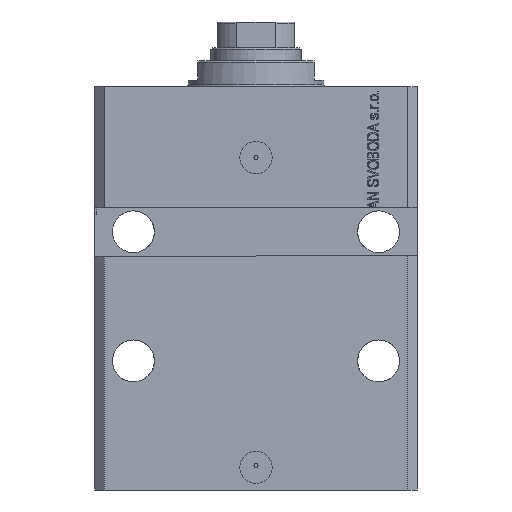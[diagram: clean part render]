
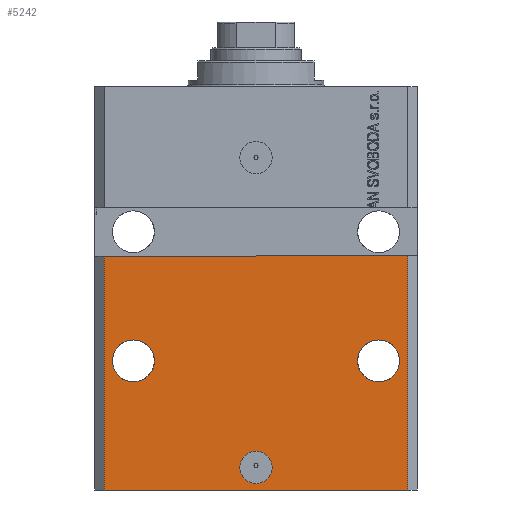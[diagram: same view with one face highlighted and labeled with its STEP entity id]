
A CAD part, front view. The second image highlights one B-rep face of the part: STEP entity #5242.
In plain terms, the highlighted planar face has unit normal (0, -1, 0).
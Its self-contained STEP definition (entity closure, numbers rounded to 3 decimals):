
#161 = ORIENTED_EDGE ( 'NONE', *, *, #43003, .F. ) ;
#844 = ORIENTED_EDGE ( 'NONE', *, *, #25435, .F. ) ;
#1956 = ORIENTED_EDGE ( 'NONE', *, *, #19875, .F. ) ;
#2055 = DIRECTION ( 'NONE',  ( 0., -1., 0. ) ) ;
#2515 = DIRECTION ( 'NONE',  ( 1., 0., 0. ) ) ;
#2929 = DIRECTION ( 'NONE',  ( 0., -1., 0. ) ) ;
#3023 = FACE_OUTER_BOUND ( 'NONE', #44639, .T. ) ;
#3496 = PLANE ( 'NONE',  #32964 ) ;
#4576 = CARTESIAN_POINT ( 'NONE',  ( 38., -37.5, -85. ) ) ;
#4640 = ORIENTED_EDGE ( 'NONE', *, *, #34267, .F. ) ;
#5242 = ADVANCED_FACE ( 'NONE', ( #38597, #28608, #6747, #3023 ), #3496, .T. ) ;
#5762 = VERTEX_POINT ( 'NONE', #13843 ) ;
#5955 = LINE ( 'NONE', #34546, #19942 ) ;
#6747 = FACE_BOUND ( 'NONE', #43280, .T. ) ;
#7002 = AXIS2_PLACEMENT_3D ( 'NONE', #15546, #16443, #40664 ) ;
#7451 = ORIENTED_EDGE ( 'NONE', *, *, #24947, .T. ) ;
#8042 = LINE ( 'NONE', #33586, #17769 ) ;
#9913 = DIRECTION ( 'NONE',  ( 1., 0., 0. ) ) ;
#9929 = CIRCLE ( 'NONE', #15951, 5. ) ;
#10206 = DIRECTION ( 'NONE',  ( 0., -1., 0. ) ) ;
#10951 = CARTESIAN_POINT ( 'NONE',  ( -47., -37.5, -125. ) ) ;
#11271 = EDGE_CURVE ( 'NONE', #32320, #26482, #27030, .T. ) ;
#11889 = DIRECTION ( 'NONE',  ( 0., 0., 1. ) ) ;
#12526 = CARTESIAN_POINT ( 'NONE',  ( 0., -37.5, -118. ) ) ;
#13348 = DIRECTION ( 'NONE',  ( 1., 0., 0. ) ) ;
#13423 = CARTESIAN_POINT ( 'NONE',  ( -44.5, -37.5, -85. ) ) ;
#13843 = CARTESIAN_POINT ( 'NONE',  ( 47., -37.5, -125. ) ) ;
#14328 = CARTESIAN_POINT ( 'NONE',  ( -31.5, -37.5, -85. ) ) ;
#14639 = ORIENTED_EDGE ( 'NONE', *, *, #32571, .F. ) ;
#15349 = EDGE_LOOP ( 'NONE', ( #43978, #14639 ) ) ;
#15546 = CARTESIAN_POINT ( 'NONE',  ( -38., -37.5, -85. ) ) ;
#15951 = AXIS2_PLACEMENT_3D ( 'NONE', #12526, #2055, #2515 ) ;
#16054 = CARTESIAN_POINT ( 'NONE',  ( 5., -37.5, -118. ) ) ;
#16443 = DIRECTION ( 'NONE',  ( 0., -1., 0. ) ) ;
#16545 = CARTESIAN_POINT ( 'NONE',  ( 44.5, -37.5, -85. ) ) ;
#17769 = VECTOR ( 'NONE', #13348, 1000. ) ;
#18626 = CIRCLE ( 'NONE', #32738, 6.5 ) ;
#19165 = VERTEX_POINT ( 'NONE', #39778 ) ;
#19875 = EDGE_CURVE ( 'NONE', #26482, #32320, #31043, .T. ) ;
#19913 = VECTOR ( 'NONE', #26492, 1000. ) ;
#19942 = VECTOR ( 'NONE', #41531, 1000. ) ;
#21064 = ORIENTED_EDGE ( 'NONE', *, *, #11271, .F. ) ;
#22939 = CARTESIAN_POINT ( 'NONE',  ( 31.5, -37.5, -85. ) ) ;
#22966 = DIRECTION ( 'NONE',  ( 1., 0., 0. ) ) ;
#23491 = ORIENTED_EDGE ( 'NONE', *, *, #26755, .T. ) ;
#24358 = AXIS2_PLACEMENT_3D ( 'NONE', #27170, #10206, #27398 ) ;
#24947 = EDGE_CURVE ( 'NONE', #5762, #34343, #33461, .T. ) ;
#25127 = DIRECTION ( 'NONE',  ( 0., -1., 0. ) ) ;
#25405 = AXIS2_PLACEMENT_3D ( 'NONE', #38977, #2929, #9913 ) ;
#25435 = EDGE_CURVE ( 'NONE', #19165, #34343, #5955, .T. ) ;
#25842 = LINE ( 'NONE', #37179, #26191 ) ;
#26191 = VECTOR ( 'NONE', #11889, 1000. ) ;
#26228 = CARTESIAN_POINT ( 'NONE',  ( 38., -37.5, -85. ) ) ;
#26482 = VERTEX_POINT ( 'NONE', #14328 ) ;
#26492 = DIRECTION ( 'NONE',  ( 0., 0., 1. ) ) ;
#26755 = EDGE_CURVE ( 'NONE', #29907, #5762, #8042, .T. ) ;
#27030 = CIRCLE ( 'NONE', #7002, 6.5 ) ;
#27170 = CARTESIAN_POINT ( 'NONE',  ( -38., -37.5, -85. ) ) ;
#27398 = DIRECTION ( 'NONE',  ( -1., 0., 0. ) ) ;
#27516 = EDGE_CURVE ( 'NONE', #38819, #40267, #37831, .T. ) ;
#28056 = CARTESIAN_POINT ( 'NONE',  ( -47., -37.5, -125. ) ) ;
#28608 = FACE_BOUND ( 'NONE', #15349, .T. ) ;
#29084 = CIRCLE ( 'NONE', #25405, 5. ) ;
#29907 = VERTEX_POINT ( 'NONE', #28056 ) ;
#30404 = AXIS2_PLACEMENT_3D ( 'NONE', #26228, #33872, #22966 ) ;
#31043 = CIRCLE ( 'NONE', #24358, 6.5 ) ;
#32320 = VERTEX_POINT ( 'NONE', #13423 ) ;
#32571 = EDGE_CURVE ( 'NONE', #40267, #38819, #18626, .T. ) ;
#32738 = AXIS2_PLACEMENT_3D ( 'NONE', #4576, #35969, #33167 ) ;
#32964 = AXIS2_PLACEMENT_3D ( 'NONE', #10951, #25127, #39304 ) ;
#33167 = DIRECTION ( 'NONE',  ( 1., 0., 0. ) ) ;
#33461 = LINE ( 'NONE', #43481, #19913 ) ;
#33516 = VERTEX_POINT ( 'NONE', #16054 ) ;
#33586 = CARTESIAN_POINT ( 'NONE',  ( -47., -37.5, -125. ) ) ;
#33872 = DIRECTION ( 'NONE',  ( 0., -1., 0. ) ) ;
#34267 = EDGE_CURVE ( 'NONE', #35861, #33516, #29084, .T. ) ;
#34343 = VERTEX_POINT ( 'NONE', #45940 ) ;
#34546 = CARTESIAN_POINT ( 'NONE',  ( -50., -37.5, -52.5 ) ) ;
#35861 = VERTEX_POINT ( 'NONE', #44566 ) ;
#35969 = DIRECTION ( 'NONE',  ( 0., -1., 0. ) ) ;
#37179 = CARTESIAN_POINT ( 'NONE',  ( -47., -37.5, -125. ) ) ;
#37422 = EDGE_CURVE ( 'NONE', #29907, #19165, #25842, .T. ) ;
#37831 = CIRCLE ( 'NONE', #30404, 6.5 ) ;
#38597 = FACE_BOUND ( 'NONE', #40004, .T. ) ;
#38819 = VERTEX_POINT ( 'NONE', #16545 ) ;
#38977 = CARTESIAN_POINT ( 'NONE',  ( 0., -37.5, -118. ) ) ;
#39304 = DIRECTION ( 'NONE',  ( 1., 0., 0. ) ) ;
#39778 = CARTESIAN_POINT ( 'NONE',  ( -47., -37.5, -52.5 ) ) ;
#40004 = EDGE_LOOP ( 'NONE', ( #161, #4640 ) ) ;
#40267 = VERTEX_POINT ( 'NONE', #22939 ) ;
#40664 = DIRECTION ( 'NONE',  ( -1., 0., 0. ) ) ;
#41531 = DIRECTION ( 'NONE',  ( 1., 0., 0. ) ) ;
#42858 = ORIENTED_EDGE ( 'NONE', *, *, #37422, .F. ) ;
#43003 = EDGE_CURVE ( 'NONE', #33516, #35861, #9929, .T. ) ;
#43280 = EDGE_LOOP ( 'NONE', ( #1956, #21064 ) ) ;
#43481 = CARTESIAN_POINT ( 'NONE',  ( 47., -37.5, -125. ) ) ;
#43978 = ORIENTED_EDGE ( 'NONE', *, *, #27516, .F. ) ;
#44566 = CARTESIAN_POINT ( 'NONE',  ( -5., -37.5, -118. ) ) ;
#44639 = EDGE_LOOP ( 'NONE', ( #844, #42858, #23491, #7451 ) ) ;
#45940 = CARTESIAN_POINT ( 'NONE',  ( 47., -37.5, -52.5 ) ) ;
